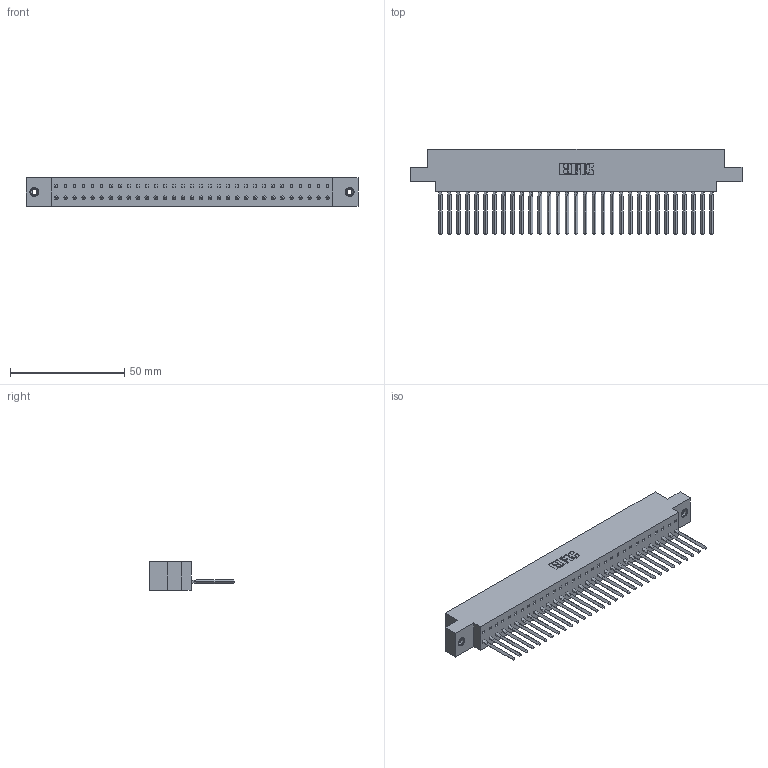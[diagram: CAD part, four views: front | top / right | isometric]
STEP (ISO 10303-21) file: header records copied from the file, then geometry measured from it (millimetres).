
FILE_DESCRIPTION (( 'STEP AP203' ), '1' );
FILE_NAME ('317-031-541-678.STEP', '2020-02-27T20:50:08', ( '' ), ( '' ), 'SwSTEP 2.0', 'SolidWorks 2016', '' );
FILE_SCHEMA (( 'CONFIG_CONTROL_DESIGN' ));
Length unit declared in the file: inch
Products named in the file (4): 345-250-001_345-250-003-102; 317-290-002_541; 317 Part_.156 Dia - TI; 317-031-541-678
Assembly tree (34 placements, depth 2):
  317-031-541-678
    317 Part_.156 Dia - TI
    317-290-002_541  x31
    345-250-001_345-250-003-102  x2
Bounding box: 145.54 x 37.34 x 12.7 mm (x, y, z)
Volume: 23257.3 mm3; surface area: 32518.9 mm2
Topology: 34 solids, 34 shells, 4874 faces, 13865 edges, 9008 vertices
Faces by surface type: plane 3934, cylinder 800, bspline 124, cone 12, torus 4
Entity records: 48087 total; most frequent: CARTESIAN_POINT 9153, ORIENTED_EDGE 8430, DIRECTION 6959, EDGE_CURVE 4215, VECTOR 3831, LINE 3831, VERTEX_POINT 2798, AXIS2_PLACEMENT_3D 1564
